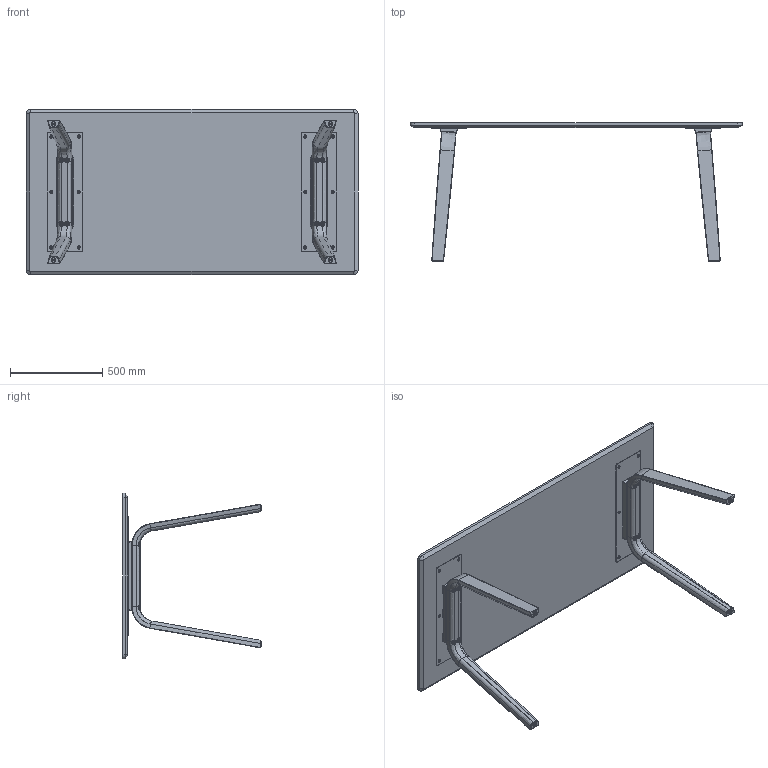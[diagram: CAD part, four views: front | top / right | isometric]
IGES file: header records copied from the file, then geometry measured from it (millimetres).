
Start section: SolidWorks IGES file using analytic representation for surfaces
Global section: file name: Essential Rectangular 1 L1800 W900.IGS; native system: SolidWorks 2022; preprocessor: SolidWorks 2022; author: diederickp; date: 240125.100105; units: millimetre
Bounding box: 1800 x 749 x 900 mm (x, y, z)
Surface area: 4403281.5 mm2 (no closed solid volume)
Topology: 0 solids, 0 shells, 394 faces, 6091 edges, 6083 vertices
Faces by surface type: bspline 208, revolution 186
